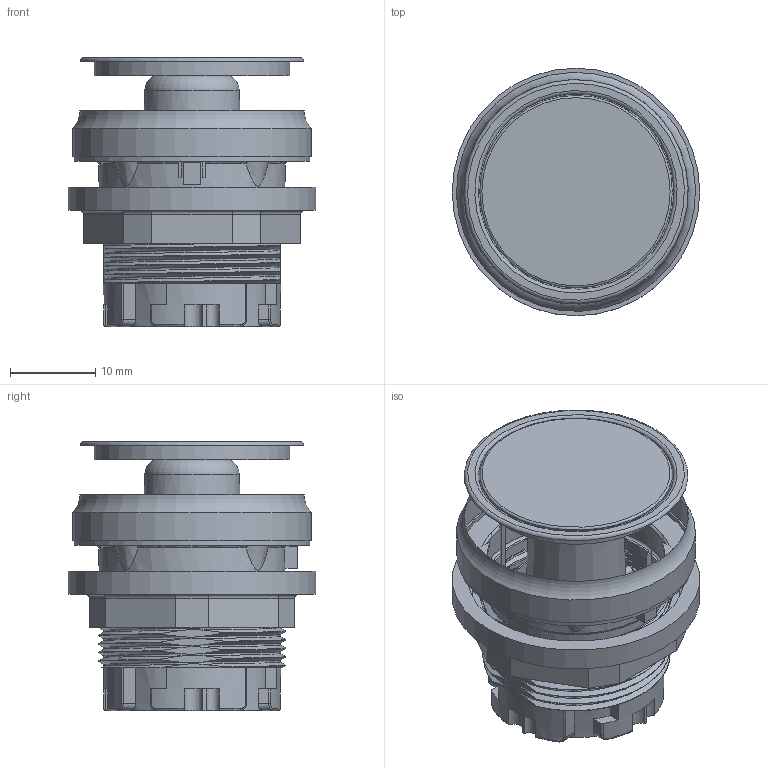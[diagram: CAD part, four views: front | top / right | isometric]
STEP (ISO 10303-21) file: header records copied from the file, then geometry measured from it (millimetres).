
FILE_DESCRIPTION(/* description */ (''),/* implementation_level */ '2;1');
FILE_NAME(/* name */ 'RVAT_RT_vereinfacht.stp',/* time_stamp */ '2024-07-01T13:34:23+02:00',/* author */ ('Sz'),/* organization */ (''),/* preprocessor_version */ 'ST-DEVELOPER v19.2',/* originating_system */ 'Autodesk Inventor 2023',/* authorisation */ '');
FILE_SCHEMA (('AUTOMOTIVE_DESIGN { 1 0 10303 214 3 1 1 }'));
Length unit declared in the file: centimetre
Products named in the file (1): Bauteil3534
Bounding box: 29 x 29 x 31.54 mm (x, y, z)
Volume: 10579.1 mm3; surface area: 7843.7 mm2
Topology: 1 solids, 1 shells, 361 faces, 1046 edges, 686 vertices
Faces by surface type: plane 142, cylinder 115, bspline 50, torus 33, cone 21
Full cylindrical faces by diameter (mm): 18 x1, 20.75 x1, 20.917 x1, 21.85 x1, 22.55 x1, 22.6 x1, 22.9 x1, 25.35 x1, 27.65 x1, 28 x1, 29 x1
Entity records: 21409 total; most frequent: CARTESIAN_POINT 11946, ORIENTED_EDGE 2092, DIRECTION 1664, EDGE_CURVE 1046, VERTEX_POINT 686, AXIS2_PLACEMENT_3D 644, EDGE_LOOP 378, LINE 376
